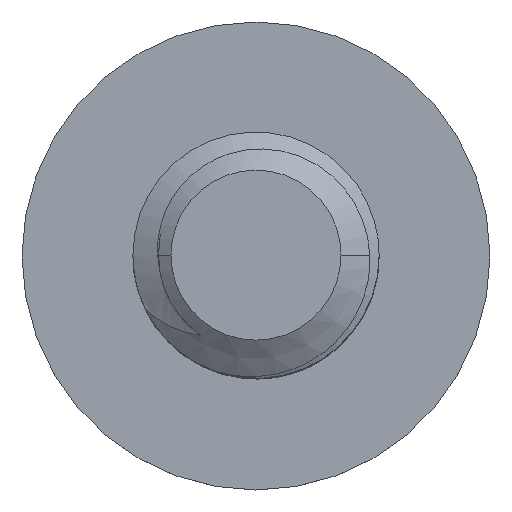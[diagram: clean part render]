
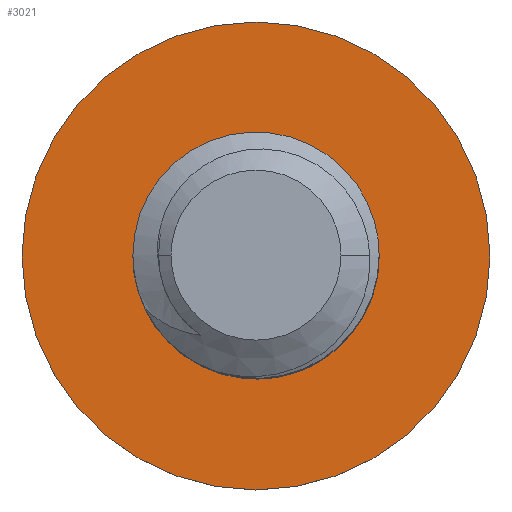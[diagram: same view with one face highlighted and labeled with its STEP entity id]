
A CAD part, top view. The second image highlights one B-rep face of the part: STEP entity #3021.
In plain terms, the highlighted planar face has unit normal (0, 0, 1).
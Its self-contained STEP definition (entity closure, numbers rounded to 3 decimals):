
#12 = VERTEX_POINT ( 'NONE', #1862 ) ;
#21 = EDGE_CURVE ( 'NONE', #3834, #1388, #3859, .T. ) ;
#48 = EDGE_CURVE ( 'NONE', #1462, #653, #3468, .T. ) ;
#73 = CARTESIAN_POINT ( 'NONE',  ( 0., 1.98, -10. ) ) ;
#356 = DIRECTION ( 'NONE',  ( -1., 0., 0. ) ) ;
#446 = CARTESIAN_POINT ( 'NONE',  ( 1.086, 1.811, -10. ) ) ;
#559 = DIRECTION ( 'NONE',  ( 0., 0., -1. ) ) ;
#585 = DIRECTION ( 'NONE',  ( -1., 0., 0. ) ) ;
#635 = DIRECTION ( 'NONE',  ( -1., 0., 0. ) ) ;
#653 = VERTEX_POINT ( 'NONE', #768 ) ;
#697 = FACE_OUTER_BOUND ( 'NONE', #3396, .T. ) ;
#725 = DIRECTION ( 'NONE',  ( 0., 0., 1. ) ) ;
#745 = CARTESIAN_POINT ( 'NONE',  ( -2.144, 0.097, -10. ) ) ;
#768 = CARTESIAN_POINT ( 'NONE',  ( -4.75, 0., -10. ) ) ;
#769 = CARTESIAN_POINT ( 'NONE',  ( 2.23, 0.506, -10. ) ) ;
#780 = AXIS2_PLACEMENT_3D ( 'NONE', #3048, #725, #1904 ) ;
#827 = AXIS2_PLACEMENT_3D ( 'NONE', #3660, #1841, #635 ) ;
#855 = ORIENTED_EDGE ( 'NONE', *, *, #21, .F. ) ;
#894 = VERTEX_POINT ( 'NONE', #73 ) ;
#958 = CARTESIAN_POINT ( 'NONE',  ( 0., 0., -10. ) ) ;
#998 = CARTESIAN_POINT ( 'NONE',  ( 0., -2.5, -10. ) ) ;
#1001 = CARTESIAN_POINT ( 'NONE',  ( 1.931, 1.103, -10. ) ) ;
#1023 = CARTESIAN_POINT ( 'NONE',  ( 1.752, -1.784, -10. ) ) ;
#1039 = CARTESIAN_POINT ( 'NONE',  ( -2.068, 0.422, -10. ) ) ;
#1041 = ORIENTED_EDGE ( 'NONE', *, *, #2936, .T. ) ;
#1059 = CARTESIAN_POINT ( 'NONE',  ( -2.031, 0.527, -10. ) ) ;
#1083 = CARTESIAN_POINT ( 'NONE',  ( -1.567, -1.747, -10. ) ) ;
#1160 = B_SPLINE_CURVE_WITH_KNOTS ( 'NONE', 3,
 ( #3094, #3137, #2484, #3688, #446, #2846, #1358, #1001, #3389, #769, #2547, #2237, #1611, #1316, #2505, #3751, #3708, #1023 ),
 .UNSPECIFIED., .F., .F.,
 ( 4, 2, 2, 2, 2, 2, 2, 2, 4 ),
 ( 0., 0.001, 0.001, 0.002, 0.003, 0.003, 0.004, 0.005, 0.005 ),
 .UNSPECIFIED. ) ;
#1293 = CIRCLE ( 'NONE', #1802, 1.98 ) ;
#1316 = CARTESIAN_POINT ( 'NONE',  ( 2.275, -0.81, -10. ) ) ;
#1354 = CARTESIAN_POINT ( 'NONE',  ( -1.943, 0.73, -10. ) ) ;
#1358 = CARTESIAN_POINT ( 'NONE',  ( 1.64, 1.439, -10. ) ) ;
#1388 = VERTEX_POINT ( 'NONE', #2956 ) ;
#1462 = VERTEX_POINT ( 'NONE', #1492 ) ;
#1476 = AXIS2_PLACEMENT_3D ( 'NONE', #2445, #2775, #356 ) ;
#1492 = CARTESIAN_POINT ( 'NONE',  ( 4.75, 0., -10. ) ) ;
#1541 = ORIENTED_EDGE ( 'NONE', *, *, #3440, .F. ) ;
#1587 = CARTESIAN_POINT ( 'NONE',  ( -1.388, 1.413, -10. ) ) ;
#1611 = CARTESIAN_POINT ( 'NONE',  ( 2.344, -0.374, -10. ) ) ;
#1630 = CARTESIAN_POINT ( 'NONE',  ( -0.223, -2.482, -10. ) ) ;
#1640 = CIRCLE ( 'NONE', #2693, 4.75 ) ;
#1651 = CARTESIAN_POINT ( 'NONE',  ( -2.166, -0.124, -10. ) ) ;
#1802 = AXIS2_PLACEMENT_3D ( 'NONE', #2975, #559, #3552 ) ;
#1806 = CARTESIAN_POINT ( 'NONE',  ( 0., -2.5, -10. ) ) ;
#1841 = DIRECTION ( 'NONE',  ( 0., 0., -1. ) ) ;
#1862 = CARTESIAN_POINT ( 'NONE',  ( -1.388, 1.413, -10. ) ) ;
#1904 = DIRECTION ( 'NONE',  ( 1., 0., 0. ) ) ;
#1963 = CARTESIAN_POINT ( 'NONE',  ( -2.103, -0.787, -10. ) ) ;
#2098 = EDGE_CURVE ( 'NONE', #3834, #12, #3171, .T. ) ;
#2197 = CARTESIAN_POINT ( 'NONE',  ( -0.858, -2.276, -10. ) ) ;
#2215 = CARTESIAN_POINT ( 'NONE',  ( -1.711, 1.11, -10. ) ) ;
#2229 = ORIENTED_EDGE ( 'NONE', *, *, #2098, .T. ) ;
#2233 = CARTESIAN_POINT ( 'NONE',  ( -1.564, 1.275, -10. ) ) ;
#2237 = CARTESIAN_POINT ( 'NONE',  ( 2.347, -0.148, -10. ) ) ;
#2277 = CARTESIAN_POINT ( 'NONE',  ( -2.151, -0.565, -10. ) ) ;
#2445 = CARTESIAN_POINT ( 'NONE',  ( 0., 0., -10. ) ) ;
#2484 = CARTESIAN_POINT ( 'NONE',  ( 0.443, 1.99, -10. ) ) ;
#2502 = CARTESIAN_POINT ( 'NONE',  ( -2.124, 0.208, -10. ) ) ;
#2505 = CARTESIAN_POINT ( 'NONE',  ( 2.208, -1.026, -10. ) ) ;
#2547 = CARTESIAN_POINT ( 'NONE',  ( 2.29, 0.29, -10. ) ) ;
#2693 = AXIS2_PLACEMENT_3D ( 'NONE', #958, #3279, #585 ) ;
#2730 = PLANE ( 'NONE',  #827 ) ;
#2775 = DIRECTION ( 'NONE',  ( 0., 0., -1. ) ) ;
#2822 = CARTESIAN_POINT ( 'NONE',  ( -1.947, -1.199, -10. ) ) ;
#2846 = CARTESIAN_POINT ( 'NONE',  ( 1.469, 1.582, -10. ) ) ;
#2936 = EDGE_CURVE ( 'NONE', #12, #894, #1293, .T. ) ;
#2956 = CARTESIAN_POINT ( 'NONE',  ( 1.752, -1.784, -10. ) ) ;
#2975 = CARTESIAN_POINT ( 'NONE',  ( 0., 0., -10. ) ) ;
#3021 = ADVANCED_FACE ( 'NONE', ( #3339, #697 ), #2730, .F. ) ;
#3048 = CARTESIAN_POINT ( 'NONE',  ( 0., 0., -10. ) ) ;
#3091 = CARTESIAN_POINT ( 'NONE',  ( -1.052, -2.17, -10. ) ) ;
#3094 = CARTESIAN_POINT ( 'NONE',  ( 0., 1.98, -10. ) ) ;
#3137 = CARTESIAN_POINT ( 'NONE',  ( 0.223, 2.003, -10. ) ) ;
#3159 = CARTESIAN_POINT ( 'NONE',  ( -1.89, 0.829, -10. ) ) ;
#3165 = ORIENTED_EDGE ( 'NONE', *, *, #48, .F. ) ;
#3171 = B_SPLINE_CURVE_WITH_KNOTS ( 'NONE', 3,
 ( #998, #1630, #3426, #2197, #3091, #3770, #1083, #3387, #2822, #1963, #2277, #3706, #1651, #745, #2502, #1039, #1059, #1354, #3159, #2215, #2233, #1587 ),
 .UNSPECIFIED., .F., .F.,
 ( 4, 2, 2, 2, 2, 2, 2, 2, 2, 2, 4 ),
 ( 0., 0.001, 0.001, 0.002, 0.003, 0.003, 0.004, 0.004, 0.004, 0.005, 0.005 ),
 .UNSPECIFIED. ) ;
#3279 = DIRECTION ( 'NONE',  ( 0., 0., -1. ) ) ;
#3339 = FACE_BOUND ( 'NONE', #3523, .T. ) ;
#3387 = CARTESIAN_POINT ( 'NONE',  ( -1.835, -1.396, -10. ) ) ;
#3389 = CARTESIAN_POINT ( 'NONE',  ( 2.049, 0.913, -10. ) ) ;
#3396 = EDGE_LOOP ( 'NONE', ( #3165, #1541 ) ) ;
#3426 = CARTESIAN_POINT ( 'NONE',  ( -0.439, -2.434, -10. ) ) ;
#3440 = EDGE_CURVE ( 'NONE', #653, #1462, #1640, .T. ) ;
#3468 = CIRCLE ( 'NONE', #1476, 4.75 ) ;
#3523 = EDGE_LOOP ( 'NONE', ( #855, #2229, #1041, #3758 ) ) ;
#3525 = EDGE_CURVE ( 'NONE', #894, #1388, #1160, .T. ) ;
#3552 = DIRECTION ( 'NONE',  ( 1., 0., 0. ) ) ;
#3660 = CARTESIAN_POINT ( 'NONE',  ( 0., 0., -10. ) ) ;
#3688 = CARTESIAN_POINT ( 'NONE',  ( 0.88, 1.893, -10. ) ) ;
#3706 = CARTESIAN_POINT ( 'NONE',  ( -2.169, -0.234, -10. ) ) ;
#3708 = CARTESIAN_POINT ( 'NONE',  ( 1.897, -1.614, -10. ) ) ;
#3751 = CARTESIAN_POINT ( 'NONE',  ( 2.018, -1.425, -10. ) ) ;
#3758 = ORIENTED_EDGE ( 'NONE', *, *, #3525, .T. ) ;
#3770 = CARTESIAN_POINT ( 'NONE',  ( -1.408, -1.905, -10. ) ) ;
#3834 = VERTEX_POINT ( 'NONE', #1806 ) ;
#3859 = CIRCLE ( 'NONE', #780, 2.5 ) ;
